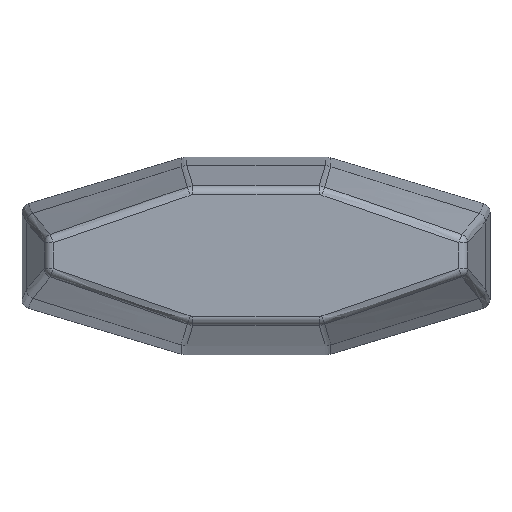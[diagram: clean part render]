
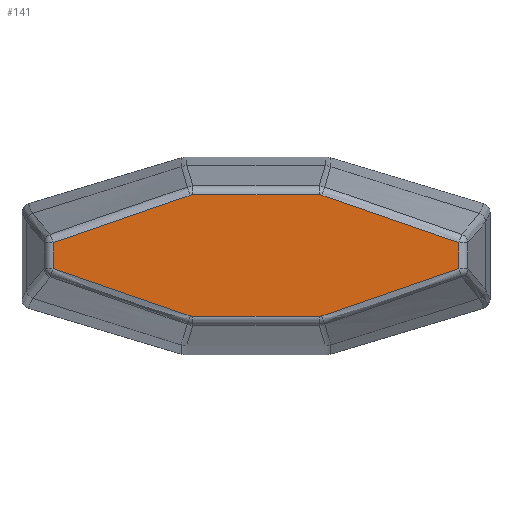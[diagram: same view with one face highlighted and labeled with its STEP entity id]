
A CAD part, top view. The second image highlights one B-rep face of the part: STEP entity #141.
In plain terms, the highlighted planar face has unit normal (0, 0, 1).
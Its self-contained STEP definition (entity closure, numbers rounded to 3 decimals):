
#141 = ADVANCED_FACE( '', ( #304 ), #305, .T. );
#304 = FACE_OUTER_BOUND( '', #835, .T. );
#305 = PLANE( '', #836 );
#835 = EDGE_LOOP( '', ( #1395, #1396, #1397, #1398, #1399, #1400, #1401, #1402, #1403, #1404, #1405, #1406 ) );
#836 = AXIS2_PLACEMENT_3D( '', #1407, #1408, #1409 );
#1395 = ORIENTED_EDGE( '', *, *, #1658, .F. );
#1396 = ORIENTED_EDGE( '', *, *, #1706, .T. );
#1397 = ORIENTED_EDGE( '', *, *, #1606, .T. );
#1398 = ORIENTED_EDGE( '', *, *, #1723, .T. );
#1399 = ORIENTED_EDGE( '', *, *, #1724, .F. );
#1400 = ORIENTED_EDGE( '', *, *, #1603, .T. );
#1401 = ORIENTED_EDGE( '', *, *, #1725, .F. );
#1402 = ORIENTED_EDGE( '', *, *, #1616, .T. );
#1403 = ORIENTED_EDGE( '', *, *, #1649, .T. );
#1404 = ORIENTED_EDGE( '', *, *, #1726, .T. );
#1405 = ORIENTED_EDGE( '', *, *, #1710, .F. );
#1406 = ORIENTED_EDGE( '', *, *, #1598, .T. );
#1407 = CARTESIAN_POINT( '', ( 0., 0., 11.5 ) );
#1408 = DIRECTION( '', ( 0., 0., 1. ) );
#1409 = DIRECTION( '', ( 1., 0., 0. ) );
#1598 = EDGE_CURVE( '', #1789, #1787, #1790, .T. );
#1603 = EDGE_CURVE( '', #1798, #1796, #1799, .T. );
#1606 = EDGE_CURVE( '', #1802, #1803, #1804, .T. );
#1616 = EDGE_CURVE( '', #1820, #1821, #1822, .T. );
#1649 = EDGE_CURVE( '', #1821, #1828, #1872, .T. );
#1658 = EDGE_CURVE( '', #1883, #1787, #1886, .T. );
#1706 = EDGE_CURVE( '', #1883, #1802, #1958, .T. );
#1710 = EDGE_CURVE( '', #1789, #1961, #1964, .T. );
#1723 = EDGE_CURVE( '', #1803, #1982, #1983, .T. );
#1724 = EDGE_CURVE( '', #1798, #1982, #1984, .T. );
#1725 = EDGE_CURVE( '', #1820, #1796, #1985, .T. );
#1726 = EDGE_CURVE( '', #1828, #1961, #1986, .T. );
#1787 = VERTEX_POINT( '', #2059 );
#1789 = VERTEX_POINT( '', #2061 );
#1790 = LINE( '', #2062, #2063 );
#1796 = VERTEX_POINT( '', #2070 );
#1798 = VERTEX_POINT( '', #2072 );
#1799 = LINE( '', #2073, #2074 );
#1802 = VERTEX_POINT( '', #2077 );
#1803 = VERTEX_POINT( '', #2078 );
#1804 = LINE( '', #2079, #2080 );
#1820 = VERTEX_POINT( '', #2138 );
#1821 = VERTEX_POINT( '', #2139 );
#1822 = B_SPLINE_CURVE_WITH_KNOTS( '', 3, ( #2140, #2141, #2142, #2143 ), .UNSPECIFIED., .F., .F., ( 4, 4 ), ( 0., 0.008 ), .UNSPECIFIED. );
#1828 = VERTEX_POINT( '', #2152 );
#1872 = LINE( '', #2283, #2284 );
#1883 = VERTEX_POINT( '', #2336 );
#1886 = B_SPLINE_CURVE_WITH_KNOTS( '', 3, ( #2339, #2340, #2341, #2342, #2343, #2344, #2345, #2346 ), .UNSPECIFIED., .F., .F., ( 4, 2, 2, 4 ), ( 0., 0., 0., 0. ), .UNSPECIFIED. );
#1958 = B_SPLINE_CURVE_WITH_KNOTS( '', 3, ( #2679, #2680, #2681, #2682 ), .UNSPECIFIED., .F., .F., ( 4, 4 ), ( 0., 0.008 ), .UNSPECIFIED. );
#1961 = VERTEX_POINT( '', #2685 );
#1964 = B_SPLINE_CURVE_WITH_KNOTS( '', 3, ( #2697, #2698, #2699, #2700, #2701, #2702, #2703, #2704, #2705, #2706 ), .UNSPECIFIED., .F., .F., ( 4, 2, 2, 2, 4 ), ( 0., 0., 0., 0., 0. ), .UNSPECIFIED. );
#1982 = VERTEX_POINT( '', #2751 );
#1983 = B_SPLINE_CURVE_WITH_KNOTS( '', 3, ( #2752, #2753, #2754, #2755 ), .UNSPECIFIED., .F., .F., ( 4, 4 ), ( 0., 0.008 ), .UNSPECIFIED. );
#1984 = B_SPLINE_CURVE_WITH_KNOTS( '', 3, ( #2756, #2757, #2758, #2759, #2760, #2761, #2762, #2763 ), .UNSPECIFIED., .F., .F., ( 4, 2, 2, 4 ), ( 0., 0., 0., 0. ), .UNSPECIFIED. );
#1985 = B_SPLINE_CURVE_WITH_KNOTS( '', 3, ( #2764, #2765, #2766, #2767, #2768, #2769, #2770, #2771 ), .UNSPECIFIED., .F., .F., ( 4, 2, 2, 4 ), ( 0., 0., 0., 0. ), .UNSPECIFIED. );
#1986 = B_SPLINE_CURVE_WITH_KNOTS( '', 3, ( #2772, #2773, #2774, #2775 ), .UNSPECIFIED., .F., .F., ( 4, 4 ), ( 0., 0.008 ), .UNSPECIFIED. );
#2059 = CARTESIAN_POINT( '', ( -3.505, 3.376, 11.5 ) );
#2061 = CARTESIAN_POINT( '', ( 3.505, 3.376, 11.5 ) );
#2062 = CARTESIAN_POINT( '', ( 0., 3.376, 11.5 ) );
#2063 = VECTOR( '', #3016, 1000. );
#2070 = CARTESIAN_POINT( '', ( 3.505, -3.376, 11.5 ) );
#2072 = CARTESIAN_POINT( '', ( -3.505, -3.376, 11.5 ) );
#2073 = CARTESIAN_POINT( '', ( 0., -3.376, 11.5 ) );
#2074 = VECTOR( '', #3024, 1000. );
#2077 = CARTESIAN_POINT( '', ( -11.268, 0.721, 11.5 ) );
#2078 = CARTESIAN_POINT( '', ( -11.268, -0.721, 11.5 ) );
#2079 = CARTESIAN_POINT( '', ( -11.268, 0., 11.5 ) );
#2080 = VECTOR( '', #3028, 1000. );
#2138 = CARTESIAN_POINT( '', ( 3.666, -3.349, 11.5 ) );
#2139 = CARTESIAN_POINT( '', ( 11.268, -0.721, 11.5 ) );
#2140 = CARTESIAN_POINT( '', ( 3.666, -3.349, 11.5 ) );
#2141 = CARTESIAN_POINT( '', ( 6.2, -2.473, 11.5 ) );
#2142 = CARTESIAN_POINT( '', ( 8.734, -1.597, 11.5 ) );
#2143 = CARTESIAN_POINT( '', ( 11.268, -0.721, 11.5 ) );
#2152 = CARTESIAN_POINT( '', ( 11.268, 0.721, 11.5 ) );
#2283 = CARTESIAN_POINT( '', ( 11.268, 0., 11.5 ) );
#2284 = VECTOR( '', #3064, 1000. );
#2336 = CARTESIAN_POINT( '', ( -3.666, 3.349, 11.5 ) );
#2339 = CARTESIAN_POINT( '', ( -3.666, 3.349, 11.5 ) );
#2340 = CARTESIAN_POINT( '', ( -3.653, 3.354, 11.5 ) );
#2341 = CARTESIAN_POINT( '', ( -3.64, 3.358, 11.5 ) );
#2342 = CARTESIAN_POINT( '', ( -3.613, 3.365, 11.5 ) );
#2343 = CARTESIAN_POINT( '', ( -3.6, 3.367, 11.5 ) );
#2344 = CARTESIAN_POINT( '', ( -3.559, 3.374, 11.5 ) );
#2345 = CARTESIAN_POINT( '', ( -3.532, 3.376, 11.5 ) );
#2346 = CARTESIAN_POINT( '', ( -3.505, 3.376, 11.5 ) );
#2679 = CARTESIAN_POINT( '', ( -3.666, 3.349, 11.5 ) );
#2680 = CARTESIAN_POINT( '', ( -6.2, 2.473, 11.5 ) );
#2681 = CARTESIAN_POINT( '', ( -8.734, 1.597, 11.5 ) );
#2682 = CARTESIAN_POINT( '', ( -11.268, 0.721, 11.5 ) );
#2685 = CARTESIAN_POINT( '', ( 3.666, 3.349, 11.5 ) );
#2697 = CARTESIAN_POINT( '', ( 3.505, 3.376, 11.5 ) );
#2698 = CARTESIAN_POINT( '', ( 3.511, 3.376, 11.5 ) );
#2699 = CARTESIAN_POINT( '', ( 3.518, 3.376, 11.5 ) );
#2700 = CARTESIAN_POINT( '', ( 3.532, 3.376, 11.5 ) );
#2701 = CARTESIAN_POINT( '', ( 3.539, 3.375, 11.5 ) );
#2702 = CARTESIAN_POINT( '', ( 3.559, 3.374, 11.5 ) );
#2703 = CARTESIAN_POINT( '', ( 3.573, 3.372, 11.5 ) );
#2704 = CARTESIAN_POINT( '', ( 3.613, 3.365, 11.5 ) );
#2705 = CARTESIAN_POINT( '', ( 3.64, 3.358, 11.5 ) );
#2706 = CARTESIAN_POINT( '', ( 3.666, 3.349, 11.5 ) );
#2751 = CARTESIAN_POINT( '', ( -3.666, -3.349, 11.5 ) );
#2752 = CARTESIAN_POINT( '', ( -11.268, -0.721, 11.5 ) );
#2753 = CARTESIAN_POINT( '', ( -8.734, -1.597, 11.5 ) );
#2754 = CARTESIAN_POINT( '', ( -6.2, -2.473, 11.5 ) );
#2755 = CARTESIAN_POINT( '', ( -3.666, -3.349, 11.5 ) );
#2756 = CARTESIAN_POINT( '', ( -3.505, -3.376, 11.5 ) );
#2757 = CARTESIAN_POINT( '', ( -3.518, -3.376, 11.5 ) );
#2758 = CARTESIAN_POINT( '', ( -3.532, -3.376, 11.5 ) );
#2759 = CARTESIAN_POINT( '', ( -3.559, -3.374, 11.5 ) );
#2760 = CARTESIAN_POINT( '', ( -3.573, -3.372, 11.5 ) );
#2761 = CARTESIAN_POINT( '', ( -3.613, -3.365, 11.5 ) );
#2762 = CARTESIAN_POINT( '', ( -3.64, -3.358, 11.5 ) );
#2763 = CARTESIAN_POINT( '', ( -3.666, -3.349, 11.5 ) );
#2764 = CARTESIAN_POINT( '', ( 3.666, -3.349, 11.5 ) );
#2765 = CARTESIAN_POINT( '', ( 3.653, -3.354, 11.5 ) );
#2766 = CARTESIAN_POINT( '', ( 3.64, -3.358, 11.5 ) );
#2767 = CARTESIAN_POINT( '', ( 3.613, -3.365, 11.5 ) );
#2768 = CARTESIAN_POINT( '', ( 3.6, -3.367, 11.5 ) );
#2769 = CARTESIAN_POINT( '', ( 3.559, -3.374, 11.5 ) );
#2770 = CARTESIAN_POINT( '', ( 3.532, -3.376, 11.5 ) );
#2771 = CARTESIAN_POINT( '', ( 3.505, -3.376, 11.5 ) );
#2772 = CARTESIAN_POINT( '', ( 11.268, 0.721, 11.5 ) );
#2773 = CARTESIAN_POINT( '', ( 8.734, 1.597, 11.5 ) );
#2774 = CARTESIAN_POINT( '', ( 6.2, 2.473, 11.5 ) );
#2775 = CARTESIAN_POINT( '', ( 3.666, 3.349, 11.5 ) );
#3016 = DIRECTION( '', ( -1., 0., 0. ) );
#3024 = DIRECTION( '', ( 1., 0., 0. ) );
#3028 = DIRECTION( '', ( 0., -1., 0. ) );
#3064 = DIRECTION( '', ( 0., 1., 0. ) );
